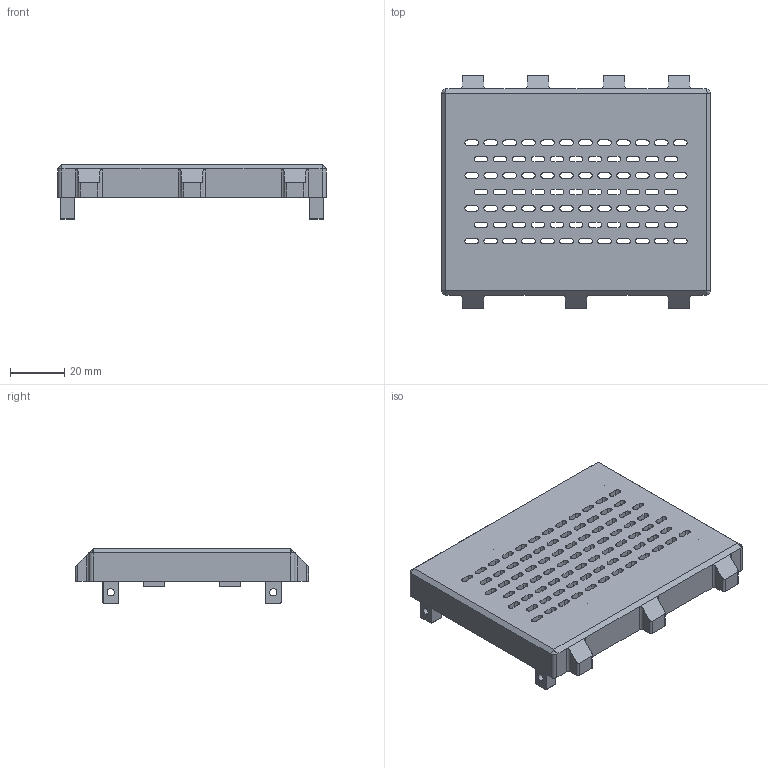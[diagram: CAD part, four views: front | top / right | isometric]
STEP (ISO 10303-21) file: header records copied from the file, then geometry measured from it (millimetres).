
FILE_DESCRIPTION (( 'STEP AP203' ), '1' );
FILE_NAME ('BACKPLATE001.STEP', '2024-10-11T12:58:46', ( '' ), ( '' ), 'SwSTEP 2.0', 'SolidWorks 2024', '' );
FILE_SCHEMA (( 'CONFIG_CONTROL_DESIGN' ));
Length unit declared in the file: millimetre
Products named in the file (1): BACKPLATE001
Bounding box: 99 x 86 x 20 mm (x, y, z)
Volume: 25302.7 mm3; surface area: 25139.2 mm2
Topology: 1 solids, 1 shells, 585 faces, 1718 edges, 1126 vertices
Faces by surface type: cylinder 299, plane 266, cone 20
Entity records: 19981 total; most frequent: CARTESIAN_POINT 3624, DIRECTION 3422, ORIENTED_EDGE 3412, EDGE_CURVE 1706, AXIS2_PLACEMENT_3D 1176, VERTEX_POINT 1126, VECTOR 1070, LINE 1070
